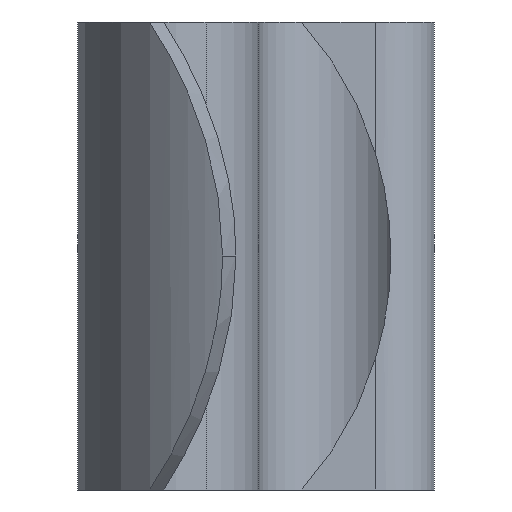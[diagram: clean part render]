
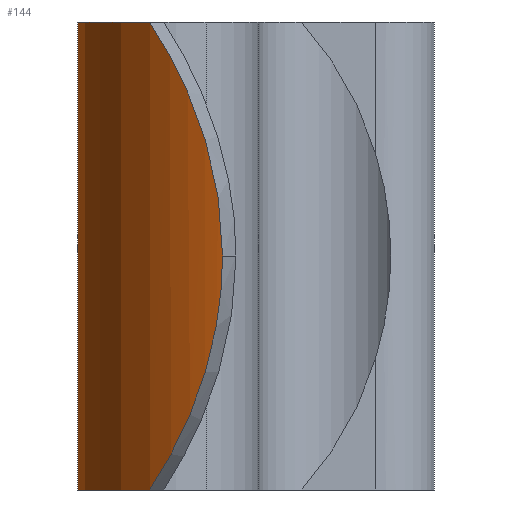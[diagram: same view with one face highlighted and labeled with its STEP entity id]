
A CAD part, left-side view. The second image highlights one B-rep face of the part: STEP entity #144.
In plain terms, the highlighted cylindrical face has radius 7.163 mm (diameter 14.326 mm), a partial arc.
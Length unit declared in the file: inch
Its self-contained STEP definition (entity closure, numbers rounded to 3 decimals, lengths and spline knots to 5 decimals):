
#8 = FACE_OUTER_BOUND ( 'NONE', #338, .T. ) ;
#19 = CARTESIAN_POINT ( 'NONE',  ( 0.09565, 0.26241, 0.5 ) ) ;
#37 = ORIENTED_EDGE ( 'NONE', *, *, #553, .T. ) ;
#44 = ORIENTED_EDGE ( 'NONE', *, *, #336, .T. ) ;
#47 = VECTOR ( 'NONE', #720, 39.37008 ) ;
#116 = CARTESIAN_POINT ( 'NONE',  ( -0.34086, 0.29326, 0.01675 ) ) ;
#134 = B_SPLINE_CURVE_WITH_KNOTS ( 'NONE', 3,
 ( #348, #460, #327, #305, #297, #290, #285, #469, #208, #224, #226, #228 ),
 .UNSPECIFIED., .F., .F.,
 ( 4, 2, 2, 2, 2, 4 ),
 ( 0.00693, 0.00867, 0.01042, 0.01129, 0.01216, 0.0139 ),
 .UNSPECIFIED. ) ;
#143 = CIRCLE ( 'NONE', #482, 0.282 ) ;
#144 = ADVANCED_FACE ( 'NONE', ( #8 ), #269, .T. ) ;
#149 = VERTEX_POINT ( 'NONE', #463 ) ;
#168 = VERTEX_POINT ( 'NONE', #437 ) ;
#173 = ORIENTED_EDGE ( 'NONE', *, *, #175, .T. ) ;
#175 = EDGE_CURVE ( 'NONE', #149, #485, #134, .T. ) ;
#182 = CARTESIAN_POINT ( 'NONE',  ( -0.37917, 0.24113, 0.13689 ) ) ;
#184 = VERTEX_POINT ( 'NONE', #266 ) ;
#186 = VERTEX_POINT ( 'NONE', #337 ) ;
#208 = CARTESIAN_POINT ( 'NONE',  ( -0.36115, 0.26842, 0.43605 ) ) ;
#214 = LINE ( 'NONE', #19, #47 ) ;
#224 = CARTESIAN_POINT ( 'NONE',  ( -0.35005, 0.28269, 0.46502 ) ) ;
#226 = CARTESIAN_POINT ( 'NONE',  ( -0.34093, 0.2932, 0.48315 ) ) ;
#228 = CARTESIAN_POINT ( 'NONE',  ( -0.32933, 0.30424, 0.5 ) ) ;
#243 = B_SPLINE_CURVE_WITH_KNOTS ( 'NONE', 3,
 ( #509, #116, #346, #648, #644, #625, #534, #182, #409, #641, #464, #438, #675, #579 ),
 .UNSPECIFIED., .F., .F.,
 ( 4, 2, 2, 2, 2, 2, 4 ),
 ( 0., 0.00173, 0.0026, 0.00347, 0.0052, 0.00607, 0.00693 ),
 .UNSPECIFIED. ) ;
#266 = CARTESIAN_POINT ( 'NONE',  ( 0.09565, 0.26241, 0. ) ) ;
#269 = CYLINDRICAL_SURFACE ( 'NONE', #375, 0.282 ) ;
#285 = CARTESIAN_POINT ( 'NONE',  ( -0.37019, 0.2555, 0.40557 ) ) ;
#287 = DIRECTION ( 'NONE',  ( 1., 0., 0. ) ) ;
#289 = DIRECTION ( 'NONE',  ( 0., 0., 1. ) ) ;
#290 = CARTESIAN_POINT ( 'NONE',  ( -0.37272, 0.25157, 0.39496 ) ) ;
#291 = DIRECTION ( 'NONE',  ( 0., 0., -1. ) ) ;
#297 = CARTESIAN_POINT ( 'NONE',  ( -0.37925, 0.24099, 0.36263 ) ) ;
#301 = CARTESIAN_POINT ( 'NONE',  ( -0.13488, 0.1, 0.5 ) ) ;
#305 = CARTESIAN_POINT ( 'NONE',  ( -0.38219, 0.23557, 0.34066 ) ) ;
#327 = CARTESIAN_POINT ( 'NONE',  ( -0.38607, 0.22825, 0.29593 ) ) ;
#336 = EDGE_CURVE ( 'NONE', #186, #149, #243, .T. ) ;
#337 = CARTESIAN_POINT ( 'NONE',  ( -0.32933, 0.30424, 0. ) ) ;
#338 = EDGE_LOOP ( 'NONE', ( #44, #173, #420, #660, #37 ) ) ;
#346 = CARTESIAN_POINT ( 'NONE',  ( -0.34997, 0.28278, 0.03482 ) ) ;
#348 = CARTESIAN_POINT ( 'NONE',  ( -0.387, 0.22634, 0.25 ) ) ;
#371 = CIRCLE ( 'NONE', #566, 0.282 ) ;
#375 = AXIS2_PLACEMENT_3D ( 'NONE', #491, #291, #532 ) ;
#409 = CARTESIAN_POINT ( 'NONE',  ( -0.38213, 0.23568, 0.15883 ) ) ;
#420 = ORIENTED_EDGE ( 'NONE', *, *, #567, .F. ) ;
#437 = CARTESIAN_POINT ( 'NONE',  ( 0.09565, 0.26241, 0.5 ) ) ;
#438 = CARTESIAN_POINT ( 'NONE',  ( -0.38676, 0.22681, 0.22698 ) ) ;
#460 = CARTESIAN_POINT ( 'NONE',  ( -0.387, 0.22634, 0.27317 ) ) ;
#463 = CARTESIAN_POINT ( 'NONE',  ( -0.387, 0.22634, 0.25 ) ) ;
#464 = CARTESIAN_POINT ( 'NONE',  ( -0.38581, 0.2287, 0.20407 ) ) ;
#469 = CARTESIAN_POINT ( 'NONE',  ( -0.36441, 0.26391, 0.42609 ) ) ;
#481 = DIRECTION ( 'NONE',  ( 1., 0., 0. ) ) ;
#482 = AXIS2_PLACEMENT_3D ( 'NONE', #490, #489, #481 ) ;
#485 = VERTEX_POINT ( 'NONE', #530 ) ;
#489 = DIRECTION ( 'NONE',  ( 0., 0., 1. ) ) ;
#490 = CARTESIAN_POINT ( 'NONE',  ( -0.13488, 0.1, 0. ) ) ;
#491 = CARTESIAN_POINT ( 'NONE',  ( -0.13488, 0.1, 0.5 ) ) ;
#509 = CARTESIAN_POINT ( 'NONE',  ( -0.32933, 0.30424, 0. ) ) ;
#530 = CARTESIAN_POINT ( 'NONE',  ( -0.32933, 0.30424, 0.5 ) ) ;
#532 = DIRECTION ( 'NONE',  ( -1., 0., 0. ) ) ;
#534 = CARTESIAN_POINT ( 'NONE',  ( -0.37268, 0.25163, 0.10487 ) ) ;
#553 = EDGE_CURVE ( 'NONE', #184, #186, #143, .T. ) ;
#566 = AXIS2_PLACEMENT_3D ( 'NONE', #301, #289, #287 ) ;
#567 = EDGE_CURVE ( 'NONE', #168, #485, #371, .T. ) ;
#579 = CARTESIAN_POINT ( 'NONE',  ( -0.387, 0.22634, 0.25 ) ) ;
#625 = CARTESIAN_POINT ( 'NONE',  ( -0.37016, 0.25555, 0.0943 ) ) ;
#641 = CARTESIAN_POINT ( 'NONE',  ( -0.38508, 0.23011, 0.19262 ) ) ;
#644 = CARTESIAN_POINT ( 'NONE',  ( -0.36436, 0.26399, 0.07374 ) ) ;
#648 = CARTESIAN_POINT ( 'NONE',  ( -0.36108, 0.2685, 0.06378 ) ) ;
#660 = ORIENTED_EDGE ( 'NONE', *, *, #730, .T. ) ;
#675 = CARTESIAN_POINT ( 'NONE',  ( -0.387, 0.22634, 0.23847 ) ) ;
#720 = DIRECTION ( 'NONE',  ( 0., 0., -1. ) ) ;
#730 = EDGE_CURVE ( 'NONE', #168, #184, #214, .T. ) ;
